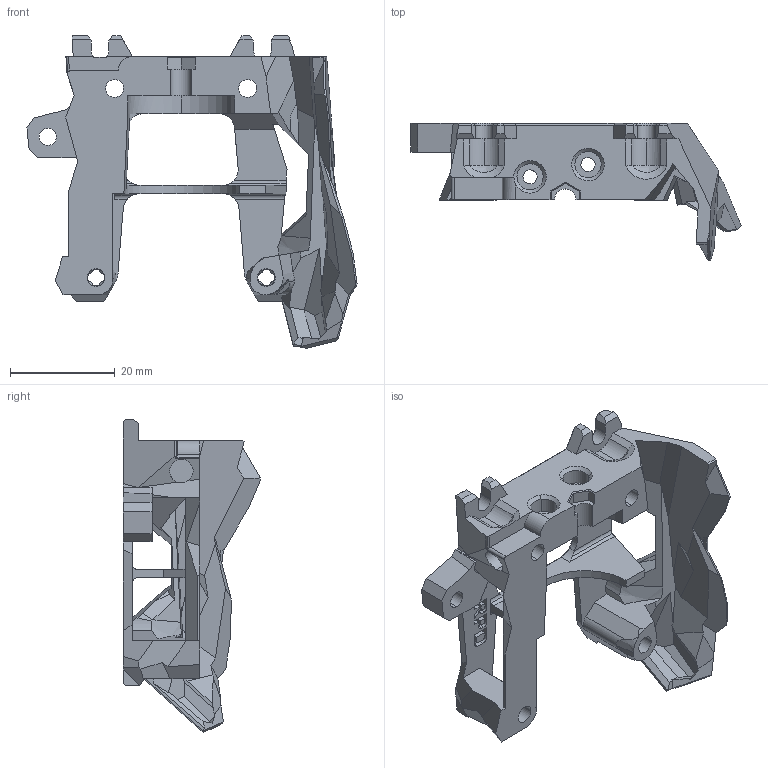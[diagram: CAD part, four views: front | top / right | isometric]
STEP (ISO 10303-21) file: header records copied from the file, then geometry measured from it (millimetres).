
FILE_DESCRIPTION(('STEP AP214'),'1');
FILE_NAME('SBRapido TH Rear CW2_cutter.stl.stp','2023-06-20T03:07:03',(' '),(' '),'Spatial InterOp 3D',' ',' ');
FILE_SCHEMA(('AUTOMOTIVE_DESIGN { 1 0 10303 214 1 1 1 1 }'));
Length unit declared in the file: metre
Products named in the file (1): Solid
Bounding box: 63.04 x 26.26 x 59.7 mm (x, y, z)
Volume: 11271.8 mm3; surface area: 9904.8 mm2
Topology: 1 solids, 1 shells, 645 faces, 1856 edges, 1196 vertices
Faces by surface type: plane 444, cylinder 133, cone 43, bspline 25
Entity records: 22262 total; most frequent: CARTESIAN_POINT 5601, ORIENTED_EDGE 3712, DIRECTION 3103, EDGE_CURVE 1856, LINE 1411, VECTOR 1411, VERTEX_POINT 1196, AXIS2_PLACEMENT_3D 846
